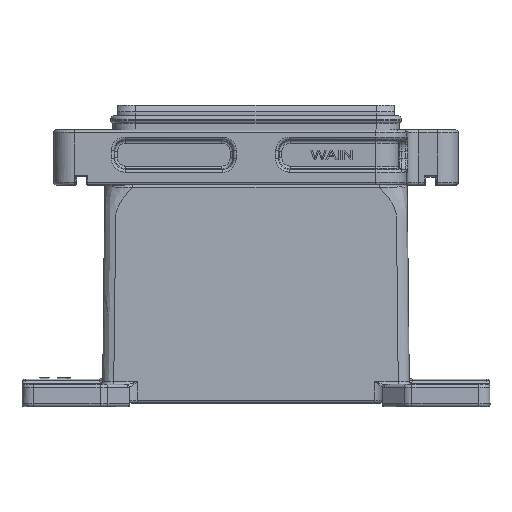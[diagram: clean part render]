
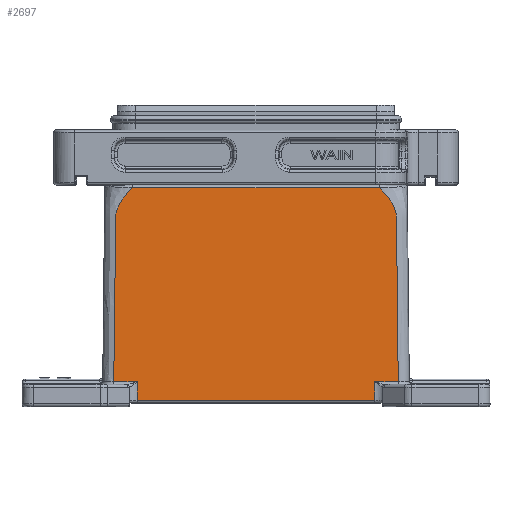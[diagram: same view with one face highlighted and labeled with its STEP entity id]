
A CAD part, top view. The second image highlights one B-rep face of the part: STEP entity #2697.
In plain terms, the highlighted planar face has unit normal (0, 0.011, 1).
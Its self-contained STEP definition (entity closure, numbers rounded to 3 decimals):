
#2697=ADVANCED_FACE('NONE',(#4552),#3609,.T.);
#3609=PLANE('',#23560);
#4552=FACE_OUTER_BOUND('',#5935,.T.);
#5935=EDGE_LOOP('',(#13320,#13321,#13322,#13323,#13324,#13325,#13326,#13327));
#7462=LINE('',#39117,#8898);
#7463=LINE('',#39120,#8899);
#7464=LINE('',#39171,#8900);
#7465=LINE('',#39211,#8901);
#7466=LINE('',#39213,#8902);
#7467=LINE('',#39215,#8903);
#8898=VECTOR('',#27415,1.);
#8899=VECTOR('',#27416,1.);
#8900=VECTOR('',#27417,1.);
#8901=VECTOR('',#27418,1.);
#8902=VECTOR('',#27419,1.);
#8903=VECTOR('',#27420,1.);
#13320=ORIENTED_EDGE('',*,*,#20106,.T.);
#13321=ORIENTED_EDGE('',*,*,#20107,.T.);
#13322=ORIENTED_EDGE('',*,*,#20108,.T.);
#13323=ORIENTED_EDGE('',*,*,#20109,.T.);
#13324=ORIENTED_EDGE('',*,*,#20110,.T.);
#13325=ORIENTED_EDGE('',*,*,#20111,.T.);
#13326=ORIENTED_EDGE('',*,*,#20112,.T.);
#13327=ORIENTED_EDGE('',*,*,#20113,.T.);
#17309=VERTEX_POINT('',#39118);
#17310=VERTEX_POINT('',#39119);
#17311=VERTEX_POINT('',#39121);
#17312=VERTEX_POINT('',#39170);
#17313=VERTEX_POINT('',#39172);
#17314=VERTEX_POINT('',#39210);
#17315=VERTEX_POINT('',#39212);
#17316=VERTEX_POINT('',#39214);
#20106=EDGE_CURVE('NONE',#17309,#17310,#7462,.T.);
#20107=EDGE_CURVE('NONE',#17310,#17311,#7463,.T.);
#20108=EDGE_CURVE('NONE',#17311,#17312,#22073,.T.);
#20109=EDGE_CURVE('NONE',#17312,#17313,#7464,.T.);
#20110=EDGE_CURVE('NONE',#17313,#17314,#22074,.T.);
#20111=EDGE_CURVE('NONE',#17314,#17315,#7465,.T.);
#20112=EDGE_CURVE('NONE',#17315,#17316,#7466,.T.);
#20113=EDGE_CURVE('NONE',#17316,#17309,#7467,.T.);
#22073=B_SPLINE_CURVE_WITH_KNOTS('',3,(#39122,#39123,#39124,#39125,#39126,
#39127,#39128,#39129,#39130,#39131,#39132,#39133,#39134,#39135,#39136,#39137,
#39138,#39139,#39140,#39141,#39142,#39143,#39144,#39145,#39146,#39147,#39148,
#39149,#39150,#39151,#39152,#39153,#39154,#39155,#39156,#39157,#39158,#39159,
#39160,#39161,#39162,#39163,#39164,#39165,#39166,#39167,#39168,#39169),
 .UNSPECIFIED.,.F.,.F.,(4,1,1,1,1,1,2,2,1,1,1,1,1,1,2,2,1,1,1,2,2,2,2,2,
2,2,2,2,2,2,4),(0.,0.25,0.375,0.437,
0.469,0.484,0.492,0.5,
0.625,0.687,0.719,0.734,
0.742,0.746,0.748,0.75,
0.781,0.797,0.805,0.809,0.813,
0.828,0.832,0.836,0.844,
0.875,0.938,0.969,0.984,0.992,
1.),.UNSPECIFIED.);
#22074=B_SPLINE_CURVE_WITH_KNOTS('',3,(#39173,#39174,#39175,#39176,#39177,
#39178,#39179,#39180,#39181,#39182,#39183,#39184,#39185,#39186,#39187,#39188,
#39189,#39190,#39191,#39192,#39193,#39194,#39195,#39196,#39197,#39198,#39199,
#39200,#39201,#39202,#39203,#39204,#39205,#39206,#39207,#39208,#39209),
 .UNSPECIFIED.,.F.,.F.,(4,1,1,1,2,2,2,1,1,2,2,1,1,1,1,1,2,2,1,1,1,1,1,2,
2,4),(0.,0.062,0.094,0.109,0.117,
0.125,0.156,0.172,0.18,
0.184,0.187,0.219,0.234,
0.242,0.246,0.248,0.249,
0.25,0.375,0.437,0.469,
0.484,0.492,0.496,0.5,
1.),.UNSPECIFIED.);
#23560=AXIS2_PLACEMENT_3D('',#39216,#27421,#27422);
#27415=DIRECTION('',(0.014,1.,-0.01));
#27416=DIRECTION('',(1.,0.,0.));
#27417=DIRECTION('',(-1.,0.,0.));
#27418=DIRECTION('',(1.,0.,0.));
#27419=DIRECTION('',(0.014,-1.,0.01));
#27420=DIRECTION('',(1.,0.,0.));
#27421=DIRECTION('',(0.,0.01,1.));
#27422=DIRECTION('',(0.,-1.,0.01));
#39117=CARTESIAN_POINT('',(42.814,2.31,29.814));
#39118=CARTESIAN_POINT('',(42.814,2.31,29.814));
#39119=CARTESIAN_POINT('',(42.909,8.99,29.744));
#39120=CARTESIAN_POINT('',(-58.04,8.99,29.744));
#39121=CARTESIAN_POINT('',(51.344,8.99,29.744));
#39122=CARTESIAN_POINT('',(51.344,8.99,29.744));
#39123=CARTESIAN_POINT('',(51.264,16.638,29.664));
#39124=CARTESIAN_POINT('',(51.158,26.765,29.557));
#39125=CARTESIAN_POINT('',(51.059,36.222,29.458));
#39126=CARTESIAN_POINT('',(51.015,40.361,29.415));
#39127=CARTESIAN_POINT('',(50.995,42.283,29.395));
#39128=CARTESIAN_POINT('',(50.986,43.208,29.385));
#39129=CARTESIAN_POINT('',(50.981,43.596,29.381));
#39130=CARTESIAN_POINT('',(50.979,43.853,29.379));
#39131=CARTESIAN_POINT('',(50.978,43.925,29.378));
#39132=CARTESIAN_POINT('',(50.945,47.034,29.345));
#39133=CARTESIAN_POINT('',(50.899,51.424,29.299));
#39134=CARTESIAN_POINT('',(50.846,56.545,29.246));
#39135=CARTESIAN_POINT('',(50.819,59.106,29.219));
#39136=CARTESIAN_POINT('',(50.806,60.386,29.205));
#39137=CARTESIAN_POINT('',(50.799,61.026,29.199));
#39138=CARTESIAN_POINT('',(50.796,61.346,29.195));
#39139=CARTESIAN_POINT('',(50.794,61.483,29.194));
#39140=CARTESIAN_POINT('',(50.793,61.575,29.193));
#39141=CARTESIAN_POINT('',(50.793,61.588,29.193));
#39142=CARTESIAN_POINT('',(50.779,62.921,29.179));
#39143=CARTESIAN_POINT('',(50.763,64.41,29.163));
#39144=CARTESIAN_POINT('',(50.753,65.462,29.152));
#39145=CARTESIAN_POINT('',(50.749,65.816,29.149));
#39146=CARTESIAN_POINT('',(50.748,65.931,29.147));
#39147=CARTESIAN_POINT('',(50.747,66.,29.147));
#39148=CARTESIAN_POINT('',(50.747,65.982,29.147));
#39149=CARTESIAN_POINT('',(50.744,66.353,29.143));
#39150=CARTESIAN_POINT('',(50.74,66.687,29.139));
#39151=CARTESIAN_POINT('',(50.735,67.27,29.133));
#39152=CARTESIAN_POINT('',(50.734,67.374,29.132));
#39153=CARTESIAN_POINT('',(50.732,67.557,29.13));
#39154=CARTESIAN_POINT('',(50.731,67.601,29.13));
#39155=CARTESIAN_POINT('',(50.725,67.904,29.127));
#39156=CARTESIAN_POINT('',(50.719,68.068,29.125));
#39157=CARTESIAN_POINT('',(50.666,68.979,29.115));
#39158=CARTESIAN_POINT('',(50.547,69.713,29.108));
#39159=CARTESIAN_POINT('',(49.974,71.874,29.085));
#39160=CARTESIAN_POINT('',(49.288,73.328,29.07));
#39161=CARTESIAN_POINT('',(47.846,75.465,29.047));
#39162=CARTESIAN_POINT('',(47.292,76.178,29.04));
#39163=CARTESIAN_POINT('',(46.355,77.245,29.029));
#39164=CARTESIAN_POINT('',(46.03,77.595,29.025));
#39165=CARTESIAN_POINT('',(45.505,78.13,29.02));
#39166=CARTESIAN_POINT('',(45.292,78.341,29.017));
#39167=CARTESIAN_POINT('',(45.001,78.622,29.014));
#39168=CARTESIAN_POINT('',(44.814,78.799,29.013));
#39169=CARTESIAN_POINT('',(44.586,79.011,29.01));
#39170=CARTESIAN_POINT('',(44.586,79.01,29.01));
#39171=CARTESIAN_POINT('',(-58.04,79.01,29.01));
#39172=CARTESIAN_POINT('',(-44.586,79.01,29.01));
#39173=CARTESIAN_POINT('',(-44.586,79.01,29.01));
#39174=CARTESIAN_POINT('',(-45.873,77.828,29.023));
#39175=CARTESIAN_POINT('',(-47.501,76.044,29.041));
#39176=CARTESIAN_POINT('',(-48.872,73.946,29.063));
#39177=CARTESIAN_POINT('',(-49.425,72.893,29.074));
#39178=CARTESIAN_POINT('',(-49.634,72.44,29.079));
#39179=CARTESIAN_POINT('',(-49.767,72.139,29.082));
#39180=CARTESIAN_POINT('',(-49.819,72.016,29.084));
#39181=CARTESIAN_POINT('',(-50.176,71.117,29.093));
#39182=CARTESIAN_POINT('',(-50.39,70.398,29.101));
#39183=CARTESIAN_POINT('',(-50.588,69.357,29.111));
#39184=CARTESIAN_POINT('',(-50.664,68.815,29.117));
#39185=CARTESIAN_POINT('',(-50.712,68.144,29.124));
#39186=CARTESIAN_POINT('',(-50.724,67.848,29.127));
#39187=CARTESIAN_POINT('',(-50.73,67.649,29.129));
#39188=CARTESIAN_POINT('',(-50.732,67.5,29.131));
#39189=CARTESIAN_POINT('',(-50.737,67.032,29.136));
#39190=CARTESIAN_POINT('',(-50.746,66.158,29.145));
#39191=CARTESIAN_POINT('',(-50.761,64.701,29.16));
#39192=CARTESIAN_POINT('',(-50.769,63.862,29.169));
#39193=CARTESIAN_POINT('',(-50.774,63.416,29.174));
#39194=CARTESIAN_POINT('',(-50.776,63.185,29.176));
#39195=CARTESIAN_POINT('',(-50.777,63.085,29.177));
#39196=CARTESIAN_POINT('',(-50.778,63.018,29.178));
#39197=CARTESIAN_POINT('',(-50.779,62.951,29.179));
#39198=CARTESIAN_POINT('',(-50.78,62.859,29.18));
#39199=CARTESIAN_POINT('',(-50.804,60.542,29.204));
#39200=CARTESIAN_POINT('',(-50.872,54.024,29.272));
#39201=CARTESIAN_POINT('',(-50.916,49.812,29.316));
#39202=CARTESIAN_POINT('',(-50.941,47.467,29.341));
#39203=CARTESIAN_POINT('',(-50.954,46.235,29.354));
#39204=CARTESIAN_POINT('',(-50.959,45.695,29.359));
#39205=CARTESIAN_POINT('',(-50.963,45.331,29.363));
#39206=CARTESIAN_POINT('',(-50.966,45.118,29.365));
#39207=CARTESIAN_POINT('',(-51.174,25.24,29.573));
#39208=CARTESIAN_POINT('',(-51.299,13.249,29.699));
#39209=CARTESIAN_POINT('',(-51.344,8.99,29.744));
#39210=CARTESIAN_POINT('',(-51.344,8.99,29.744));
#39211=CARTESIAN_POINT('',(-58.04,8.99,29.744));
#39212=CARTESIAN_POINT('',(-42.909,8.99,29.744));
#39213=CARTESIAN_POINT('',(-42.909,8.99,29.744));
#39214=CARTESIAN_POINT('',(-42.814,2.31,29.814));
#39215=CARTESIAN_POINT('',(-58.04,2.31,29.814));
#39216=CARTESIAN_POINT('',(-58.04,80.,29.));
